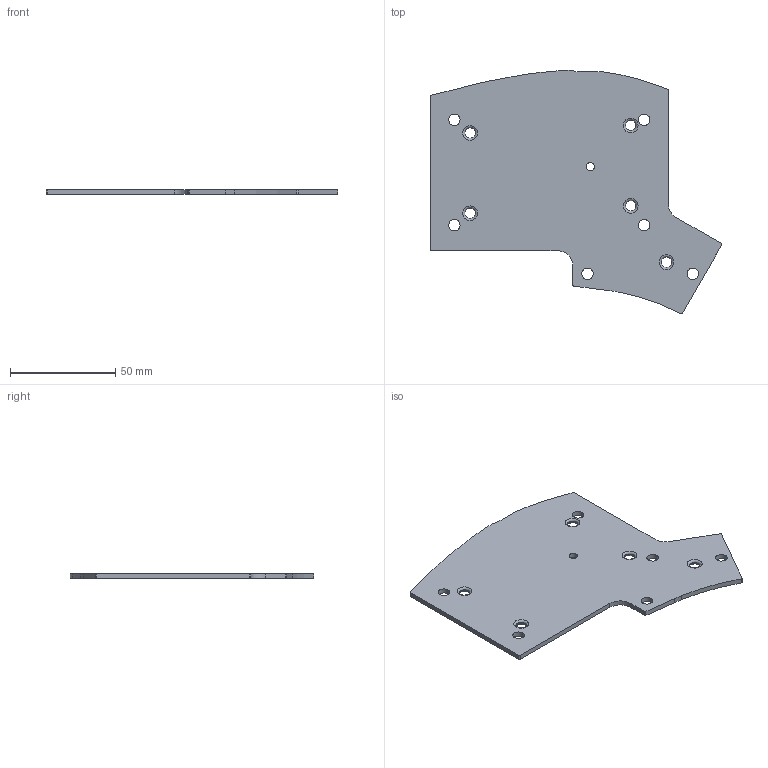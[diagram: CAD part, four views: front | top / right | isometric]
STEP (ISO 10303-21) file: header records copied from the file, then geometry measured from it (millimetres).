
FILE_DESCRIPTION(/* description */ (''),/* implementation_level */ '2;1');
FILE_NAME(/* name */ 'Iris LM Silicone Tray Liner.step',/* time_stamp */ '2024-10-02T17:13:46-04:00',/* author */ (''),/* organization */ (''),/* preprocessor_version */ 'ST-DEVELOPER v20',/* originating_system */ 'Autodesk Translation Framework v13.20.0.188',/* authorisation */ '');
FILE_SCHEMA (('AUTOMOTIVE_DESIGN { 1 0 10303 214 3 1 1 }'));
Length unit declared in the file: millimetre
Products named in the file (3): Iris LM Case; Left Half; Silicone Tray Liner
Assembly tree (2 placements, depth 3):
  Iris LM Case
    Left Half
      Silicone Tray Liner
Bounding box: 138.42 x 115.56 x 2.35 mm (x, y, z)
Volume: 24939.9 mm3; surface area: 22702.5 mm2
Topology: 1 solids, 1 shells, 52 faces, 140 edges, 90 vertices
Faces by surface type: cylinder 28, plane 14, torus 10
Full cylindrical faces by diameter (mm): 4 x1, 5 x5, 5.4 x6
Entity records: 1804 total; most frequent: DIRECTION 332, CARTESIAN_POINT 288, ORIENTED_EDGE 280, EDGE_CURVE 140, AXIS2_PLACEMENT_3D 134, VERTEX_POINT 90, EDGE_LOOP 76, CIRCLE 76
